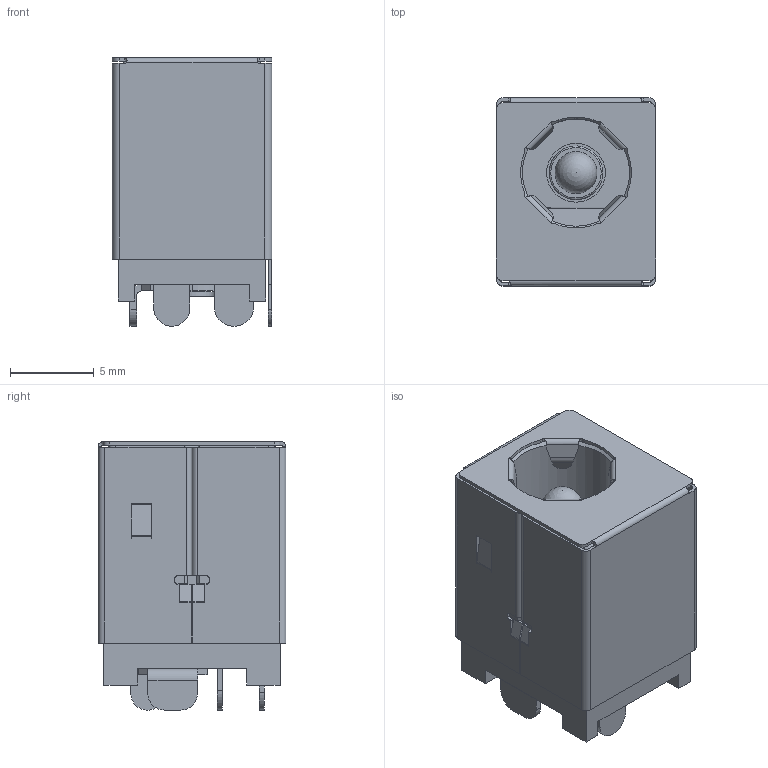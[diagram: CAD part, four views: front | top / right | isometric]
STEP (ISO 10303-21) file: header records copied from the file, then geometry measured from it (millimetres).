
FILE_DESCRIPTION(/* description */ (''),/* implementation_level */ '2;1');
FILE_NAME(/* name */ 'GCT DCJ250-15-A-K1-C.step',/* time_stamp */ '2022-03-18T14:10:29+00:00',/* author */ (''),/* organization */ (''),/* preprocessor_version */ 'ST-DEVELOPER v18.1',/* originating_system */ 'Autodesk Translation Framework v10.13.0.1454',/* authorisation */ '');
FILE_SCHEMA (('AUTOMOTIVE_DESIGN { 1 0 10303 214 3 1 1 }'));
Length unit declared in the file: millimetre
Products named in the file (10): GCT DCJ250-15-A-K1-C; µ¹½Ç2; ÊäÈë1; Í¹Ì¨-À­Éì2; ÊäÈë1 (1); N; ÇÐ³ý-À­Éì11[2]; ÇÐ³ý-À­Éì11[4]; ¾µÏò1; ÊäÈë1 (2)
Assembly tree (9 placements, depth 2):
  GCT DCJ250-15-A-K1-C
    µ¹½Ç2
    ÊäÈë1
    Í¹Ì¨-À­Éì2
    ÊäÈë1 (1)
    N
    ÇÐ³ý-À­Éì11[2]
    ÇÐ³ý-À­Éì11[4]
    ¾µÏò1
    ÊäÈë1 (2)
Bounding box: 9.5 x 11.2 x 16 mm (x, y, z)
Volume: 826.6 mm3; surface area: 2894.4 mm2
Topology: 9 solids, 9 shells, 539 faces, 1423 edges, 902 vertices
Faces by surface type: plane 321, cylinder 149, bspline 51, torus 7, cone 6, sphere 5
Full cylindrical faces by diameter (mm): 1.5 x1, 2 x1, 2.1 x3, 2.5 x1, 2.6 x1, 3.2 x1, 3.5 x1, 6.4 x1
Entity records: 19728 total; most frequent: CARTESIAN_POINT 5640, ORIENTED_EDGE 2834, DIRECTION 2665, EDGE_CURVE 1417, LINE 1015, VECTOR 1015, VERTEX_POINT 902, AXIS2_PLACEMENT_3D 825
